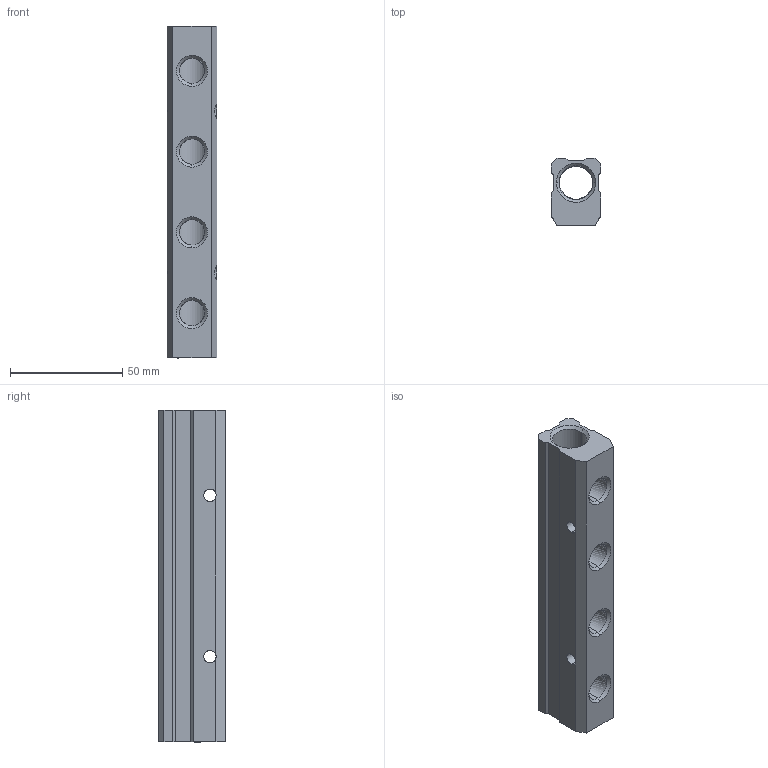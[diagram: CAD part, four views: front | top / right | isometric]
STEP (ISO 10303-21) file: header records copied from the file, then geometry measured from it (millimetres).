
FILE_DESCRIPTION (( 'STEP AP214' ), '1' );
FILE_NAME ('DRF.2F03.4F02.STEP', '2017-12-13T09:51:32', ( '' ), ( '' ), 'SwSTEP 2.0', 'SolidWorks 2018', '' );
FILE_SCHEMA (( 'AUTOMOTIVE_DESIGN' ));
Length unit declared in the file: millimetre
Products named in the file (1): DRF.2F03.4F02
Bounding box: 22 x 30 x 148 mm (x, y, z)
Volume: 58592.2 mm3; surface area: 24248.3 mm2
Topology: 1 solids, 1 shells, 58 faces, 158 edges, 100 vertices
Faces by surface type: bspline 58
Entity records: 3144 total; most frequent: CARTESIAN_POINT 2132, ORIENTED_EDGE 316, EDGE_CURVE 158, B_SPLINE_CURVE_WITH_KNOTS 131, VERTEX_POINT 100, EDGE_LOOP 70, FACE_OUTER_BOUND 58, ADVANCED_FACE 58
